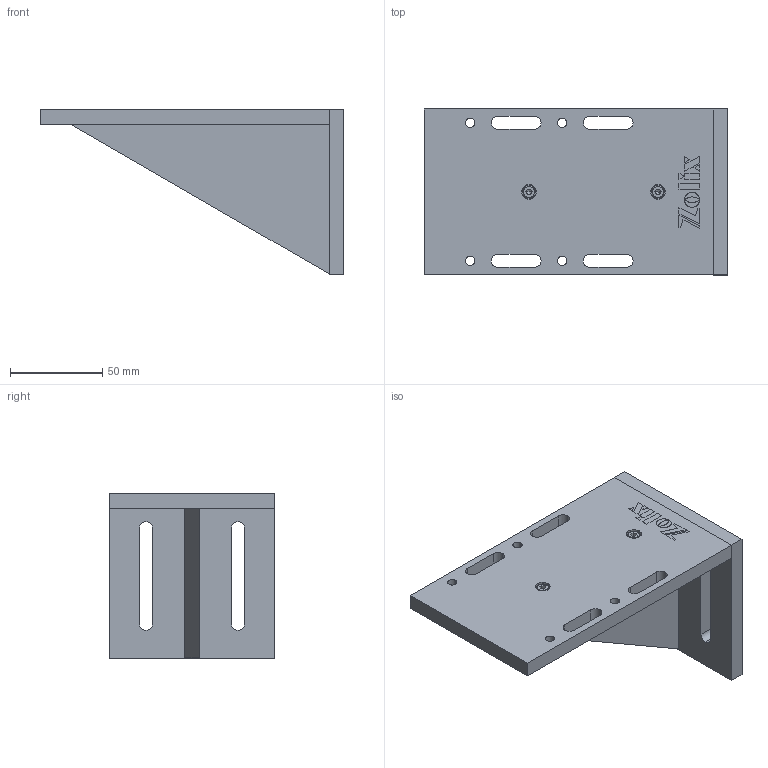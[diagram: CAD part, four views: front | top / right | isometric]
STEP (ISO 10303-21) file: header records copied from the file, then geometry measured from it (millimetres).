
FILE_DESCRIPTION (( 'STEP AP203' ), '1' );
FILE_NAME ('PHOB-6.STEP', '2022-07-20T09:01:54', ( '' ), ( '' ), 'SwSTEP 2.0', 'SolidWorks 2021', '' );
FILE_SCHEMA (( 'CONFIG_CONTROL_DESIGN' ));
Length unit declared in the file: millimetre
Products named in the file (1): PHOB-6
Bounding box: 165 x 90 x 90 mm (x, y, z)
Volume: 216353.8 mm3; surface area: 71077.8 mm2
Topology: 9 solids, 9 shells, 409 faces, 1035 edges, 654 vertices
Faces by surface type: plane 275, cylinder 86, cone 36, torus 12
Entity records: 12146 total; most frequent: DIRECTION 2087, CARTESIAN_POINT 2075, ORIENTED_EDGE 2022, EDGE_CURVE 1011, LINE 755, VECTOR 755, AXIS2_PLACEMENT_3D 666, VERTEX_POINT 654
